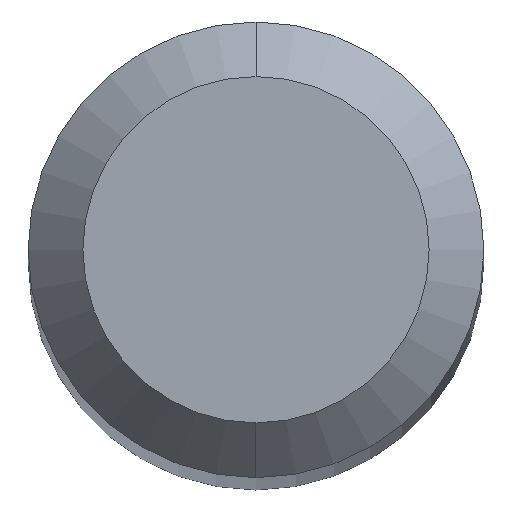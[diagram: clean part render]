
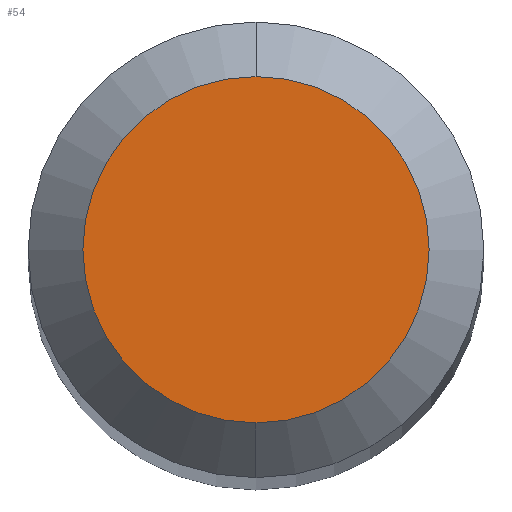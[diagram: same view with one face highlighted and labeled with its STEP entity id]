
A CAD part, top view. The second image highlights one B-rep face of the part: STEP entity #54.
In plain terms, the highlighted planar face has unit normal (0, 0, 1).
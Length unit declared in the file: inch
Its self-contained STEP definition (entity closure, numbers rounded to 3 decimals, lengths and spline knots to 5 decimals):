
#35 = PLANE ( 'NONE',  #399 ) ;
#42 = DIRECTION ( 'NONE',  ( 0., 1., 0. ) ) ;
#43 = DIRECTION ( 'NONE',  ( 0., -1., 0. ) ) ;
#54 = ADVANCED_FACE ( 'NONE', ( #316 ), #35, .F. ) ;
#70 = AXIS2_PLACEMENT_3D ( 'NONE', #479, #136, #323 ) ;
#95 = CARTESIAN_POINT ( 'NONE',  ( 0., 0., 0. ) ) ;
#110 = CARTESIAN_POINT ( 'NONE',  ( 0., 0.0475, 0. ) ) ;
#134 = DIRECTION ( 'NONE',  ( 0., 0., 1. ) ) ;
#136 = DIRECTION ( 'NONE',  ( 0., 0., 1. ) ) ;
#155 = EDGE_CURVE ( 'NONE', #356, #347, #353, .T. ) ;
#182 = ORIENTED_EDGE ( 'NONE', *, *, #209, .T. ) ;
#188 = CARTESIAN_POINT ( 'NONE',  ( 0., -0.0475, 0. ) ) ;
#209 = EDGE_CURVE ( 'NONE', #347, #356, #505, .T. ) ;
#241 = CARTESIAN_POINT ( 'NONE',  ( 0., 0.0475, 0. ) ) ;
#262 = EDGE_LOOP ( 'NONE', ( #465, #182 ) ) ;
#280 = AXIS2_PLACEMENT_3D ( 'NONE', #95, #134, #43 ) ;
#316 = FACE_OUTER_BOUND ( 'NONE', #262, .T. ) ;
#323 = DIRECTION ( 'NONE',  ( 0., -1., 0. ) ) ;
#347 = VERTEX_POINT ( 'NONE', #188 ) ;
#353 = CIRCLE ( 'NONE', #70, 0.0475 ) ;
#356 = VERTEX_POINT ( 'NONE', #110 ) ;
#393 = DIRECTION ( 'NONE',  ( 0., 0., -1. ) ) ;
#399 = AXIS2_PLACEMENT_3D ( 'NONE', #241, #393, #42 ) ;
#465 = ORIENTED_EDGE ( 'NONE', *, *, #155, .T. ) ;
#479 = CARTESIAN_POINT ( 'NONE',  ( 0., 0., 0. ) ) ;
#505 = CIRCLE ( 'NONE', #280, 0.0475 ) ;
